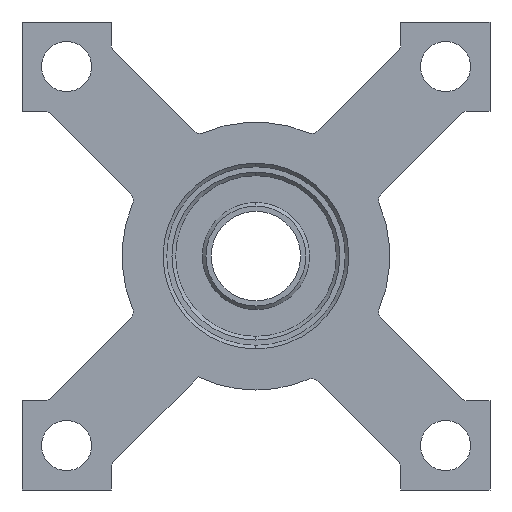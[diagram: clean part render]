
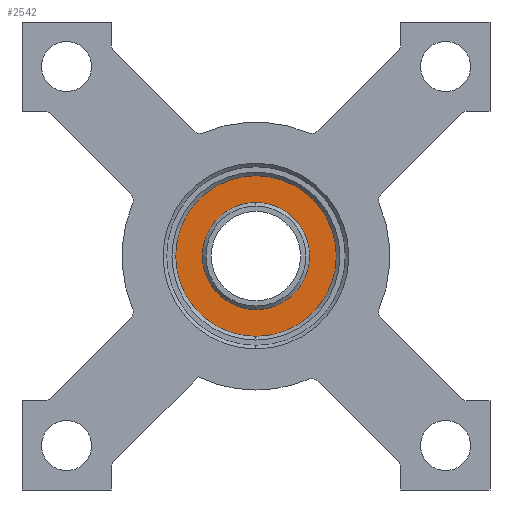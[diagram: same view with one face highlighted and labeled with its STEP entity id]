
A CAD part, front view. The second image highlights one B-rep face of the part: STEP entity #2542.
In plain terms, the highlighted planar face has unit normal (0, -1, 0).
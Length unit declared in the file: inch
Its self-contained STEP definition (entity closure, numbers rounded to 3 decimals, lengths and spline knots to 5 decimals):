
#106 = CARTESIAN_POINT ( 'NONE',  ( 0., 0.0225, 0. ) ) ;
#123 = CARTESIAN_POINT ( 'NONE',  ( 0., 0.0225, 0.15 ) ) ;
#165 = EDGE_CURVE ( 'NONE', #2151, #923, #259, .T. ) ;
#202 = AXIS2_PLACEMENT_3D ( 'NONE', #2146, #834, #2366 ) ;
#225 = CIRCLE ( 'NONE', #1224, 0.15 ) ;
#259 = CIRCLE ( 'NONE', #202, 0.225 ) ;
#270 = ORIENTED_EDGE ( 'NONE', *, *, #1123, .F. ) ;
#297 = EDGE_CURVE ( 'NONE', #1651, #2636, #225, .T. ) ;
#329 = DIRECTION ( 'NONE',  ( 0., -1., 0. ) ) ;
#346 = CIRCLE ( 'NONE', #972, 0.15 ) ;
#419 = AXIS2_PLACEMENT_3D ( 'NONE', #106, #883, #2413 ) ;
#653 = DIRECTION ( 'NONE',  ( 0., -1., 0. ) ) ;
#672 = PLANE ( 'NONE',  #419 ) ;
#689 = EDGE_LOOP ( 'NONE', ( #2428, #2249 ) ) ;
#772 = CARTESIAN_POINT ( 'NONE',  ( 0., 0.0225, -0.15 ) ) ;
#834 = DIRECTION ( 'NONE',  ( 0., -1., 0. ) ) ;
#883 = DIRECTION ( 'NONE',  ( 0., -1., 0. ) ) ;
#923 = VERTEX_POINT ( 'NONE', #1172 ) ;
#936 = CARTESIAN_POINT ( 'NONE',  ( 0., 0.0225, 0.225 ) ) ;
#942 = AXIS2_PLACEMENT_3D ( 'NONE', #1557, #329, #1775 ) ;
#972 = AXIS2_PLACEMENT_3D ( 'NONE', #2495, #1186, #2685 ) ;
#1123 = EDGE_CURVE ( 'NONE', #2636, #1651, #346, .T. ) ;
#1159 = EDGE_CURVE ( 'NONE', #923, #2151, #1973, .T. ) ;
#1172 = CARTESIAN_POINT ( 'NONE',  ( 0., 0.0225, -0.225 ) ) ;
#1186 = DIRECTION ( 'NONE',  ( 0., -1., 0. ) ) ;
#1224 = AXIS2_PLACEMENT_3D ( 'NONE', #1954, #653, #2177 ) ;
#1557 = CARTESIAN_POINT ( 'NONE',  ( 0., 0.0225, 0. ) ) ;
#1651 = VERTEX_POINT ( 'NONE', #772 ) ;
#1661 = FACE_BOUND ( 'NONE', #1883, .T. ) ;
#1729 = FACE_OUTER_BOUND ( 'NONE', #689, .T. ) ;
#1775 = DIRECTION ( 'NONE',  ( 0., 0., 1. ) ) ;
#1883 = EDGE_LOOP ( 'NONE', ( #270, #2465 ) ) ;
#1954 = CARTESIAN_POINT ( 'NONE',  ( 0., 0.0225, 0. ) ) ;
#1973 = CIRCLE ( 'NONE', #942, 0.225 ) ;
#2146 = CARTESIAN_POINT ( 'NONE',  ( 0., 0.0225, 0. ) ) ;
#2151 = VERTEX_POINT ( 'NONE', #936 ) ;
#2177 = DIRECTION ( 'NONE',  ( 0., 0., -1. ) ) ;
#2249 = ORIENTED_EDGE ( 'NONE', *, *, #165, .T. ) ;
#2366 = DIRECTION ( 'NONE',  ( 0., 0., 1. ) ) ;
#2413 = DIRECTION ( 'NONE',  ( 0., 0., -1. ) ) ;
#2428 = ORIENTED_EDGE ( 'NONE', *, *, #1159, .T. ) ;
#2465 = ORIENTED_EDGE ( 'NONE', *, *, #297, .F. ) ;
#2495 = CARTESIAN_POINT ( 'NONE',  ( 0., 0.0225, 0. ) ) ;
#2542 = ADVANCED_FACE ( 'NONE', ( #1729, #1661 ), #672, .T. ) ;
#2636 = VERTEX_POINT ( 'NONE', #123 ) ;
#2685 = DIRECTION ( 'NONE',  ( 0., 0., -1. ) ) ;
